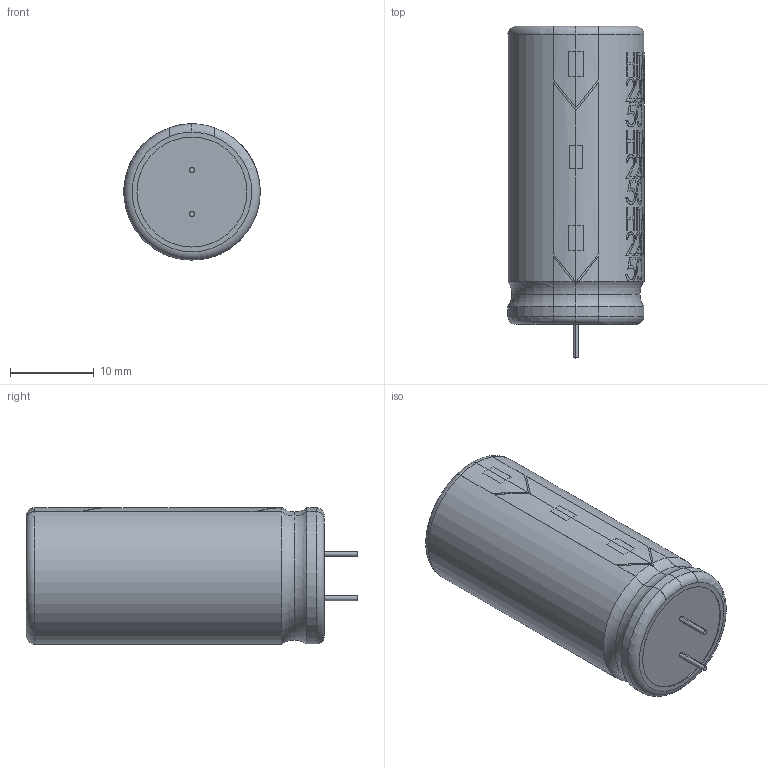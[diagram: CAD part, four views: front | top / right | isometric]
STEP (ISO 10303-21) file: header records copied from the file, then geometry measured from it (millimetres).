
FILE_DESCRIPTION (( 'STEP AP214' ), '1' );
FILE_NAME ('HITANO 2200uF 50V ECR85.STEP', '2024-05-13T08:51:43', ( '' ), ( '' ), 'SwSTEP 2.0', 'SolidWorks 2024', '' );
FILE_SCHEMA (( 'AUTOMOTIVE_DESIGN' ));
Length unit declared in the file: millimetre
Products named in the file (1): HITANO 2200uF 50V ECR85
Bounding box: 16.3 x 39.7 x 16.31 mm (x, y, z)
Volume: 7354 mm3; surface area: 2250.2 mm2
Topology: 1 solids, 1 shells, 590 faces, 1551 edges, 1027 vertices
Faces by surface type: plane 306, bspline 183, cylinder 85, torus 16
Entity records: 34138 total; most frequent: CARTESIAN_POINT 15064, ORIENTED_EDGE 3102, DIRECTION 2154, EDGE_CURVE 1551, VERTEX_POINT 1027, AXIS2_PLACEMENT_3D 719, LINE 716, VECTOR 716
